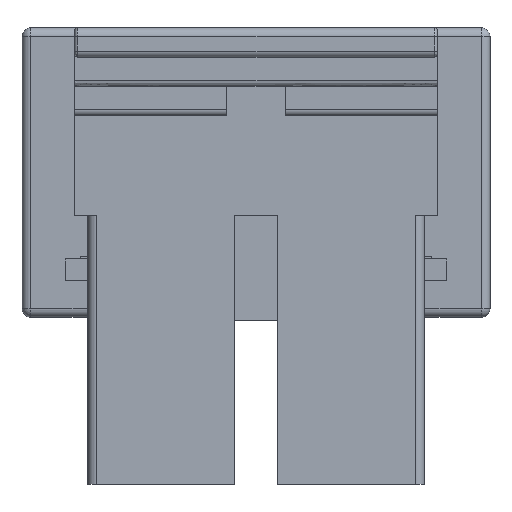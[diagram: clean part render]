
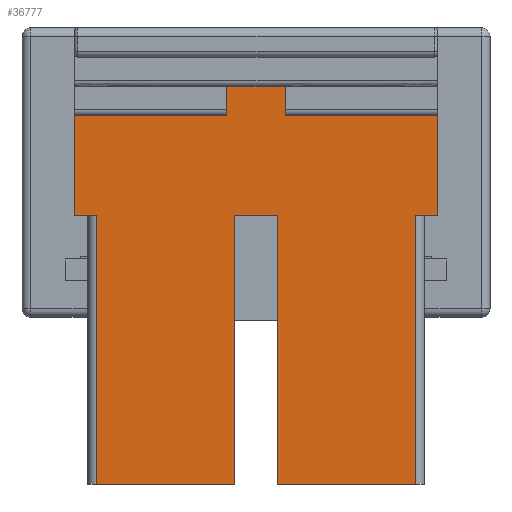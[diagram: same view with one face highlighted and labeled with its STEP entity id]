
A CAD part, left-side view. The second image highlights one B-rep face of the part: STEP entity #36777.
In plain terms, the highlighted planar face has unit normal (-1, 0, 0).
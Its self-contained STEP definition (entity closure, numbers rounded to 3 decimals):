
#27083=CARTESIAN_POINT('',(-5.75,-9.45,-2.41));
#27084=VERTEX_POINT('',#27083);
#27092=CARTESIAN_POINT('',(-5.75,-9.45,-5.81));
#27093=VERTEX_POINT('',#27092);
#27094=CARTESIAN_POINT('',(-5.75,-9.45,-5.81));
#27095=DIRECTION('',(0.,0.,1.));
#27096=VECTOR('',#27095,3.4);
#27097=LINE('',#27094,#27096);
#27098=EDGE_CURVE('',#27093,#27084,#27097,.T.);
#27192=CARTESIAN_POINT('',(-5.75,2.95,-2.41));
#27193=VERTEX_POINT('',#27192);
#27194=CARTESIAN_POINT('',(-5.75,2.95,-5.81));
#27195=VERTEX_POINT('',#27194);
#27196=CARTESIAN_POINT('',(-5.75,2.95,-2.41));
#27197=DIRECTION('',(0.,0.,-1.));
#27198=VECTOR('',#27197,3.4);
#27199=LINE('',#27196,#27198);
#27200=EDGE_CURVE('',#27193,#27195,#27199,.T.);
#27400=CARTESIAN_POINT('',(-5.75,-8.7,-5.81));
#27401=VERTEX_POINT('',#27400);
#27402=CARTESIAN_POINT('',(-5.75,-8.7,-5.81));
#27403=DIRECTION('',(0.,-1.,0.));
#27404=VECTOR('',#27403,0.75);
#27405=LINE('',#27402,#27404);
#27406=EDGE_CURVE('',#27401,#27093,#27405,.T.);
#27834=CARTESIAN_POINT('',(-5.75,-8.7,-15.01));
#27835=VERTEX_POINT('',#27834);
#27843=CARTESIAN_POINT('',(-5.75,-4.,-15.01));
#27844=VERTEX_POINT('',#27843);
#27845=CARTESIAN_POINT('',(-5.75,-8.7,-15.01));
#27846=DIRECTION('',(0.,1.,0.));
#27847=VECTOR('',#27846,4.7);
#27848=LINE('',#27845,#27847);
#27849=EDGE_CURVE('',#27835,#27844,#27848,.T.);
#30113=CARTESIAN_POINT('',(-5.75,-2.5,-15.01));
#30114=VERTEX_POINT('',#30113);
#30121=CARTESIAN_POINT('',(-5.75,2.2,-15.01));
#30122=VERTEX_POINT('',#30121);
#30123=CARTESIAN_POINT('',(-5.75,2.2,-15.01));
#30124=DIRECTION('',(0.,-1.,0.));
#30125=VECTOR('',#30124,4.7);
#30126=LINE('',#30123,#30125);
#30127=EDGE_CURVE('',#30122,#30114,#30126,.T.);
#34066=CARTESIAN_POINT('',(-5.75,2.2,-5.81));
#34067=VERTEX_POINT('',#34066);
#34075=CARTESIAN_POINT('',(-5.75,2.2,-5.81));
#34076=DIRECTION('',(0.,1.,0.));
#34077=VECTOR('',#34076,0.75);
#34078=LINE('',#34075,#34077);
#34079=EDGE_CURVE('',#34067,#27195,#34078,.T.);
#36681=CARTESIAN_POINT('',(-5.75,-4.25,-2.41));
#36682=VERTEX_POINT('',#36681);
#36690=CARTESIAN_POINT('',(-5.75,-9.45,-2.41));
#36691=DIRECTION('',(0.,1.,0.));
#36692=VECTOR('',#36691,5.2);
#36693=LINE('',#36690,#36692);
#36694=EDGE_CURVE('',#27084,#36682,#36693,.T.);
#36699=CARTESIAN_POINT('',(-5.75,-2.5,-7.21));
#36700=DIRECTION('',(0.,-1.,0.));
#36701=DIRECTION('',(-1.,0.,0.));
#36702=AXIS2_PLACEMENT_3D('',#36699,#36701,#36700);
#36703=PLANE('',#36702);
#36704=CARTESIAN_POINT('',(-5.75,2.2,-5.81));
#36705=DIRECTION('',(0.,0.,-1.));
#36706=VECTOR('',#36705,9.2);
#36707=LINE('',#36704,#36706);
#36708=EDGE_CURVE('',#34067,#30122,#36707,.T.);
#36709=ORIENTED_EDGE('',*,*,#36708,.T.);
#36710=ORIENTED_EDGE('',*,*,#30127,.T.);
#36711=CARTESIAN_POINT('',(-5.75,-2.5,-5.81));
#36712=VERTEX_POINT('',#36711);
#36713=CARTESIAN_POINT('',(-5.75,-2.5,-15.01));
#36714=DIRECTION('',(0.,0.,1.));
#36715=VECTOR('',#36714,9.2);
#36716=LINE('',#36713,#36715);
#36717=EDGE_CURVE('',#30114,#36712,#36716,.T.);
#36718=ORIENTED_EDGE('',*,*,#36717,.T.);
#36719=CARTESIAN_POINT('',(-5.75,-4.,-5.81));
#36720=VERTEX_POINT('',#36719);
#36721=CARTESIAN_POINT('',(-5.75,-2.5,-5.81));
#36722=DIRECTION('',(0.,-1.,0.));
#36723=VECTOR('',#36722,1.5);
#36724=LINE('',#36721,#36723);
#36725=EDGE_CURVE('',#36712,#36720,#36724,.T.);
#36726=ORIENTED_EDGE('',*,*,#36725,.T.);
#36727=CARTESIAN_POINT('',(-5.75,-4.,-5.81));
#36728=DIRECTION('',(0.,0.,-1.));
#36729=VECTOR('',#36728,9.2);
#36730=LINE('',#36727,#36729);
#36731=EDGE_CURVE('',#36720,#27844,#36730,.T.);
#36732=ORIENTED_EDGE('',*,*,#36731,.T.);
#36733=ORIENTED_EDGE('',*,*,#27849,.F.);
#36734=CARTESIAN_POINT('',(-5.75,-8.7,-5.81));
#36735=DIRECTION('',(0.,0.,-1.));
#36736=VECTOR('',#36735,9.2);
#36737=LINE('',#36734,#36736);
#36738=EDGE_CURVE('',#27401,#27835,#36737,.T.);
#36739=ORIENTED_EDGE('',*,*,#36738,.F.);
#36740=ORIENTED_EDGE('',*,*,#27406,.T.);
#36741=ORIENTED_EDGE('',*,*,#27098,.T.);
#36742=ORIENTED_EDGE('',*,*,#36694,.T.);
#36743=CARTESIAN_POINT('',(-5.75,-4.25,-1.41));
#36744=VERTEX_POINT('',#36743);
#36745=CARTESIAN_POINT('',(-5.75,-4.25,-2.41));
#36746=DIRECTION('',(0.,0.,1.));
#36747=VECTOR('',#36746,1.);
#36748=LINE('',#36745,#36747);
#36749=EDGE_CURVE('',#36682,#36744,#36748,.T.);
#36750=ORIENTED_EDGE('',*,*,#36749,.T.);
#36751=CARTESIAN_POINT('',(-5.75,-2.25,-1.41));
#36752=VERTEX_POINT('',#36751);
#36753=CARTESIAN_POINT('',(-5.75,-2.25,-1.41));
#36754=DIRECTION('',(0.,-1.,0.));
#36755=VECTOR('',#36754,2.);
#36756=LINE('',#36753,#36755);
#36757=EDGE_CURVE('',#36752,#36744,#36756,.T.);
#36758=ORIENTED_EDGE('',*,*,#36757,.F.);
#36759=CARTESIAN_POINT('',(-5.75,-2.25,-2.41));
#36760=VERTEX_POINT('',#36759);
#36761=CARTESIAN_POINT('',(-5.75,-2.25,-1.41));
#36762=DIRECTION('',(0.,0.,-1.));
#36763=VECTOR('',#36762,1.);
#36764=LINE('',#36761,#36763);
#36765=EDGE_CURVE('',#36752,#36760,#36764,.T.);
#36766=ORIENTED_EDGE('',*,*,#36765,.T.);
#36767=CARTESIAN_POINT('',(-5.75,-2.25,-2.41));
#36768=DIRECTION('',(0.,1.,0.));
#36769=VECTOR('',#36768,5.2);
#36770=LINE('',#36767,#36769);
#36771=EDGE_CURVE('',#36760,#27193,#36770,.T.);
#36772=ORIENTED_EDGE('',*,*,#36771,.T.);
#36773=ORIENTED_EDGE('',*,*,#27200,.T.);
#36774=ORIENTED_EDGE('',*,*,#34079,.F.);
#36775=EDGE_LOOP('',(#36709,#36710,#36718,#36726,#36732,#36733,#36739,#36740,#36741,#36742,#36750,#36758,#36766,#36772,#36773,#36774));
#36776=FACE_OUTER_BOUND('',#36775,.T.);
#36777=ADVANCED_FACE('',(#36776),#36703,.T.);
